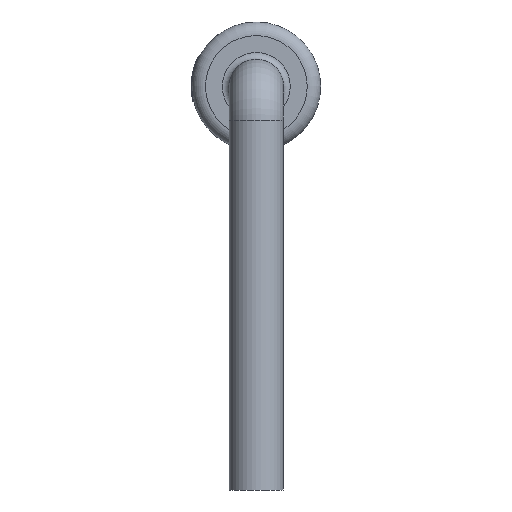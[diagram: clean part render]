
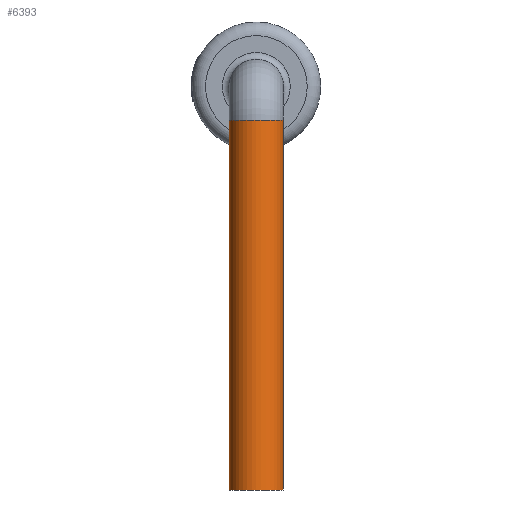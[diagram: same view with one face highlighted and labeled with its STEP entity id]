
A CAD part, left-side view. The second image highlights one B-rep face of the part: STEP entity #6393.
In plain terms, the highlighted cylindrical face has radius 0.4 mm (diameter 0.8 mm), a full revolution.
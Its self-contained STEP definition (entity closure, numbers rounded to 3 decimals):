
#551 = EDGE_CURVE ( 'NONE', #11690, #11690, #6562, .T. ) ;
#1376 = EDGE_LOOP ( 'NONE', ( #10574 ) ) ;
#1482 = EDGE_CURVE ( 'NONE', #10648, #10648, #6717, .T. ) ;
#1516 = AXIS2_PLACEMENT_3D ( 'NONE', #8971, #8033, #5313 ) ;
#2882 = ORIENTED_EDGE ( 'NONE', *, *, #551, .T. ) ;
#2945 = CARTESIAN_POINT ( 'NONE',  ( -3.65, 0., -0.5 ) ) ;
#3097 = CARTESIAN_POINT ( 'NONE',  ( -3.65, 0., -5.95 ) ) ;
#4745 = DIRECTION ( 'NONE',  ( -1., 0., 0. ) ) ;
#5241 = FACE_OUTER_BOUND ( 'NONE', #11533, .T. ) ;
#5313 = DIRECTION ( 'NONE',  ( 1., 0., 0. ) ) ;
#5850 = DIRECTION ( 'NONE',  ( 0., 0., 1. ) ) ;
#6026 = CARTESIAN_POINT ( 'NONE',  ( -3.25, 0., -0.5 ) ) ;
#6393 = ADVANCED_FACE ( 'NONE', ( #5241, #8948 ), #9914, .T. ) ;
#6562 = CIRCLE ( 'NONE', #8100, 0.4 ) ;
#6717 = CIRCLE ( 'NONE', #1516, 0.4 ) ;
#6946 = CARTESIAN_POINT ( 'NONE',  ( -3.25, 0., -5.95 ) ) ;
#8033 = DIRECTION ( 'NONE',  ( 0., 0., 1. ) ) ;
#8100 = AXIS2_PLACEMENT_3D ( 'NONE', #3097, #5850, #8779 ) ;
#8779 = DIRECTION ( 'NONE',  ( 1., 0., 0. ) ) ;
#8948 = FACE_OUTER_BOUND ( 'NONE', #1376, .T. ) ;
#8971 = CARTESIAN_POINT ( 'NONE',  ( -3.65, 0., -0.5 ) ) ;
#9914 = CYLINDRICAL_SURFACE ( 'NONE', #11754, 0.4 ) ;
#10574 = ORIENTED_EDGE ( 'NONE', *, *, #1482, .F. ) ;
#10648 = VERTEX_POINT ( 'NONE', #6026 ) ;
#11228 = DIRECTION ( 'NONE',  ( 0., 0., -1. ) ) ;
#11533 = EDGE_LOOP ( 'NONE', ( #2882 ) ) ;
#11690 = VERTEX_POINT ( 'NONE', #6946 ) ;
#11754 = AXIS2_PLACEMENT_3D ( 'NONE', #2945, #11228, #4745 ) ;
